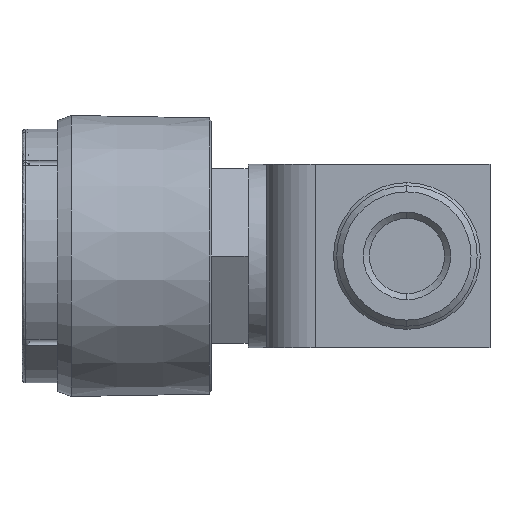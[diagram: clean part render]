
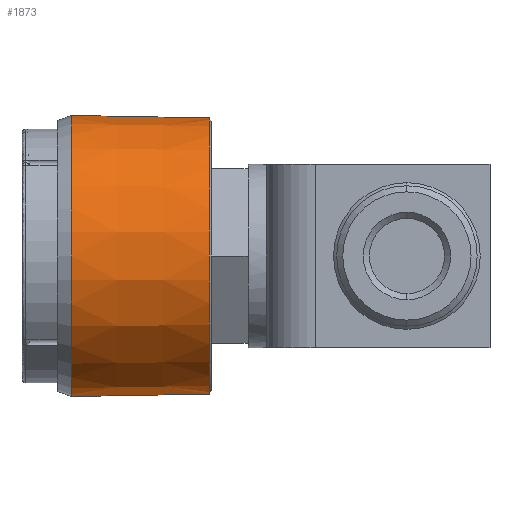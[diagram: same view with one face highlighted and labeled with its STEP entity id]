
A CAD part, left-side view. The second image highlights one B-rep face of the part: STEP entity #1873.
In plain terms, the highlighted conical face has half-angle 1 degrees and reference radius 11.303 mm.
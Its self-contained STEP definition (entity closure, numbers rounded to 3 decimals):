
#40 = EDGE_CURVE ( 'NONE', #549, #539, #4326, .T. ) ;
#95 = EDGE_CURVE ( 'NONE', #646, #379, #4240, .T. ) ;
#165 = EDGE_CURVE ( 'NONE', #549, #646, #4594, .T. ) ;
#179 = EDGE_CURVE ( 'NONE', #539, #379, #4609, .T. ) ;
#379 = VERTEX_POINT ( 'NONE', #4095 ) ;
#486 = ORIENTED_EDGE ( 'NONE', *, *, #95, .F. ) ;
#488 = ORIENTED_EDGE ( 'NONE', *, *, #165, .F. ) ;
#489 = ORIENTED_EDGE ( 'NONE', *, *, #40, .T. ) ;
#491 = ORIENTED_EDGE ( 'NONE', *, *, #179, .T. ) ;
#539 = VERTEX_POINT ( 'NONE', #4145 ) ;
#549 = VERTEX_POINT ( 'NONE', #4148 ) ;
#646 = VERTEX_POINT ( 'NONE', #4173 ) ;
#1438 = CARTESIAN_POINT ( 'NONE',  ( 0., 22.975, 11.303 ) ) ;
#1439 = DIRECTION ( 'NONE',  ( 0., 1., 0.017 ) ) ;
#1873 = ADVANCED_FACE ( 'NONE', ( #2905 ), #1949, .T. ) ;
#1947 = AXIS2_PLACEMENT_3D ( 'NONE', #2675, #2676, #2677 ) ;
#1949 = CONICAL_SURFACE ( 'NONE', #1947, 11.303, 0.017 ) ;
#2675 = CARTESIAN_POINT ( 'NONE',  ( 0., 22.975, 0. ) ) ;
#2676 = DIRECTION ( 'NONE',  ( 0., 1., 0. ) ) ;
#2677 = DIRECTION ( 'NONE',  ( 0., 0., 1. ) ) ;
#2905 = FACE_OUTER_BOUND ( 'NONE', #4438, .T. ) ;
#3380 = VECTOR ( 'NONE', #3530, 1000. ) ;
#3423 = DIRECTION ( 'NONE',  ( 0., 1., 0. ) ) ;
#3427 = DIRECTION ( 'NONE',  ( 1., 0., 0. ) ) ;
#3451 = CARTESIAN_POINT ( 'NONE',  ( 0., 22.975, 0. ) ) ;
#3501 = CARTESIAN_POINT ( 'NONE',  ( 0., 34.25, 0. ) ) ;
#3504 = DIRECTION ( 'NONE',  ( 0., 1., 0. ) ) ;
#3516 = DIRECTION ( 'NONE',  ( 1., 0., 0. ) ) ;
#3530 = DIRECTION ( 'NONE',  ( 0., 1., -0.017 ) ) ;
#3778 = VECTOR ( 'NONE', #1439, 1000. ) ;
#4095 = CARTESIAN_POINT ( 'NONE',  ( 0., 34.25, 11.5 ) ) ;
#4145 = CARTESIAN_POINT ( 'NONE',  ( 0., 22.975, 11.303 ) ) ;
#4148 = CARTESIAN_POINT ( 'NONE',  ( 0., 22.975, -11.303 ) ) ;
#4173 = CARTESIAN_POINT ( 'NONE',  ( 0., 34.25, -11.5 ) ) ;
#4239 = AXIS2_PLACEMENT_3D ( 'NONE', #3501, #3504, #3516 ) ;
#4240 = CIRCLE ( 'NONE', #4239, 11.5 ) ;
#4268 = CARTESIAN_POINT ( 'NONE',  ( 0., 22.975, -11.303 ) ) ;
#4326 = CIRCLE ( 'NONE', #4330, 11.303 ) ;
#4330 = AXIS2_PLACEMENT_3D ( 'NONE', #3451, #3423, #3427 ) ;
#4438 = EDGE_LOOP ( 'NONE', ( #488, #489, #491, #486 ) ) ;
#4594 = LINE ( 'NONE', #4268, #3380 ) ;
#4609 = LINE ( 'NONE', #1438, #3778 ) ;
